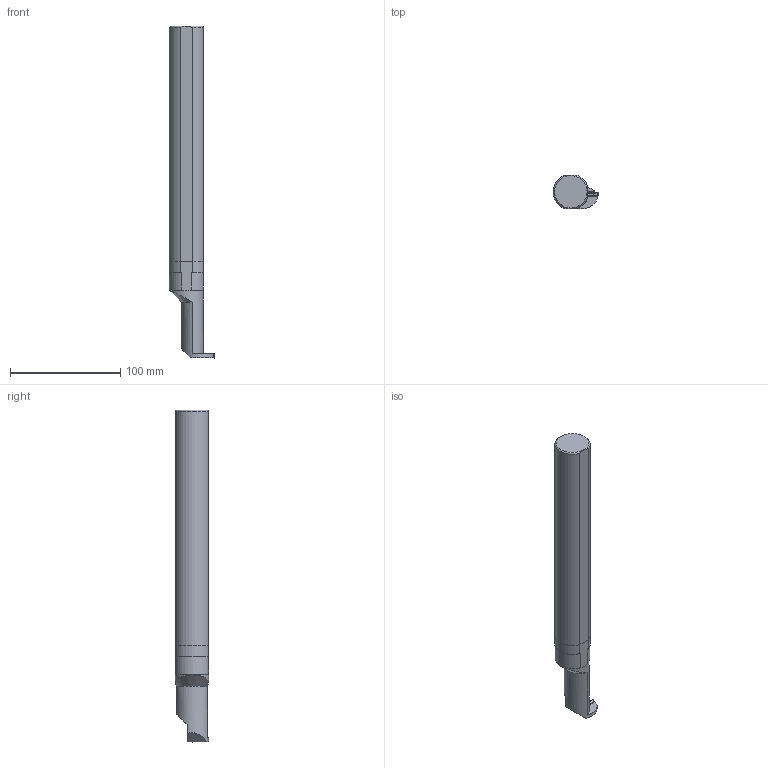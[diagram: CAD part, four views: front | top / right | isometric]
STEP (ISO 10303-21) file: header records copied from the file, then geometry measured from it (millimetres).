
FILE_DESCRIPTION(/* description */ (''),/* implementation_level */ '2;1');
FILE_NAME(/* name */ 'A32T-CGHL1304.stp',/* time_stamp */ '2018-03-29T15:44:59+05:00',/* author */ (''),/* organization */ (''),/* preprocessor_version */ 'ST-DEVELOPER v16',/* originating_system */ 'SIEMENS PLM Software NX 11.0',/* authorisation */ '');
FILE_SCHEMA (('AUTOMOTIVE_DESIGN { 1 0 10303 214 3 1 1 1 }'));
Length unit declared in the file: millimetre
Products named in the file (1): inpu6439g27f
Bounding box: 41.49 x 30 x 300.98 mm (x, y, z)
Volume: 211405.8 mm3; surface area: 31584.6 mm2
Topology: 3 solids, 3 shells, 117 faces, 299 edges, 188 vertices
Faces by surface type: plane 55, cylinder 35, bspline 16, cone 5, extrusion 4, torus 2
Full cylindrical faces by diameter (mm): 30 x1
Entity records: 4028 total; most frequent: CARTESIAN_POINT 1293, ORIENTED_EDGE 594, DIRECTION 507, EDGE_CURVE 297, VERTEX_POINT 187, AXIS2_PLACEMENT_3D 174, VECTOR 159, LINE 155
